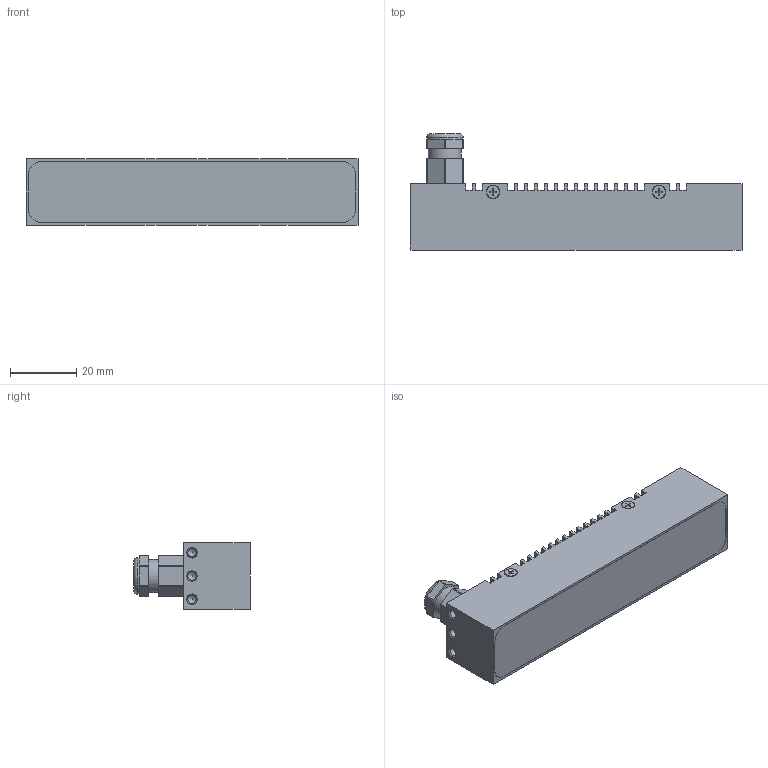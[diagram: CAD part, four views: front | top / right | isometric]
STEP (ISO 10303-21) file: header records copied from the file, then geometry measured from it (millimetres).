
FILE_DESCRIPTION(/* description */ (''),/* implementation_level */ '2;1');
FILE_NAME(/* name */ 'ipf_z3d_EL107171.stp',/* time_stamp */ '2019-07-02T13:08:24+02:00',/* author */ ('gelzhaeuser'),/* organization */ (''),/* preprocessor_version */ 'ST-DEVELOPER v15.2',/* originating_system */ 'Autodesk Inventor 2014',/* authorisation */ '');
FILE_SCHEMA (('AUTOMOTIVE_DESIGN { 1 0 10303 214 3 1 1 }'));
Length unit declared in the file: centimetre
Products named in the file (1): ipf_z3d_EL107171
Bounding box: 100 x 35 x 20.15 mm (x, y, z)
Volume: 39351.6 mm3; surface area: 11545.7 mm2
Topology: 1 solids, 6 shells, 260 faces, 706 edges, 462 vertices
Faces by surface type: plane 146, cone 61, cylinder 35, torus 17, bspline 1
Full cylindrical faces by diameter (mm): 1.567 x4, 2.459 x6, 3.8 x4, 5 x1, 8 x1, 8.2 x1, 10 x1, 11 x1
Entity records: 8233 total; most frequent: CARTESIAN_POINT 1859, ORIENTED_EDGE 1258, DIRECTION 1222, EDGE_CURVE 629, VERTEX_POINT 435, AXIS2_PLACEMENT_3D 414, LINE 394, VECTOR 394
